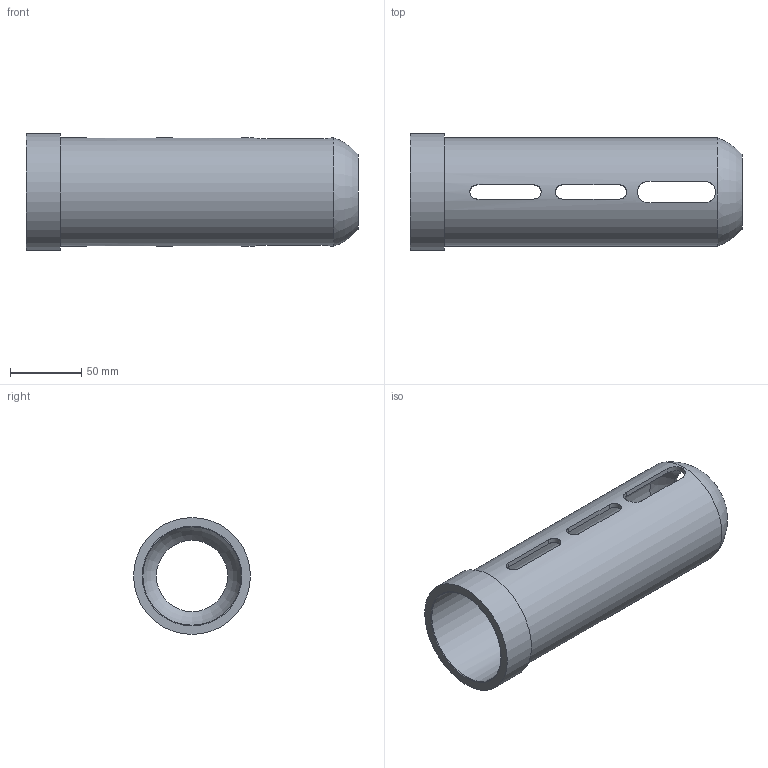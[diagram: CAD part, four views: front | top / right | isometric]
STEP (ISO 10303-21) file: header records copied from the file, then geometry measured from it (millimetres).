
FILE_DESCRIPTION(/* description */ ('Unknown','CAx-IF Rec.Pracs.---Representation and Presentation of Product Manufacturing Information (PMI)---4.0---2014-10-13','CAx-IF Rec.Pracs.---3D Tessellated Geometry---0.4---2014-09-14','2;1'),/* implementation_level */ '2;1');
FILE_NAME(/* name */ '508316_S01637_R0_Kartuschenhülse_600ml_Semco',/* time_stamp */ '2023-02-09T14:53:25+01:00',/* author */ ('Unknown'),/* organization */ ('Unknown'),/* preprocessor_version */ 'ST-DEVELOPER v16.7',/* originating_system */ 'Solid Edge',/* authorisation */ 'Unknown');
FILE_SCHEMA (('AP242_MANAGED_MODEL_BASED_3D_ENGINEERING_MIM_LF { 1 0 10303 442 1 1 4 }'));
Length unit declared in the file: millimetre
Products named in the file (1): S01637_R0_Kartuschenhülse_600ml_Semco
Bounding box: 233 x 82 x 82 mm (x, y, z)
Volume: 189205.8 mm3; surface area: 104935.8 mm2
Topology: 1 solids, 1 shells, 34 faces, 108 edges, 71 vertices
Faces by surface type: cylinder 16, plane 15, torus 3
Full cylindrical faces by diameter (mm): 50 x1, 69 x1, 76 x1, 82 x1
Entity records: 1166 total; most frequent: CARTESIAN_POINT 343, ORIENTED_EDGE 164, DIRECTION 138, EDGE_CURVE 82, VERTEX_POINT 58, EDGE_LOOP 56, FACE_BOUND 56, LINE 48
